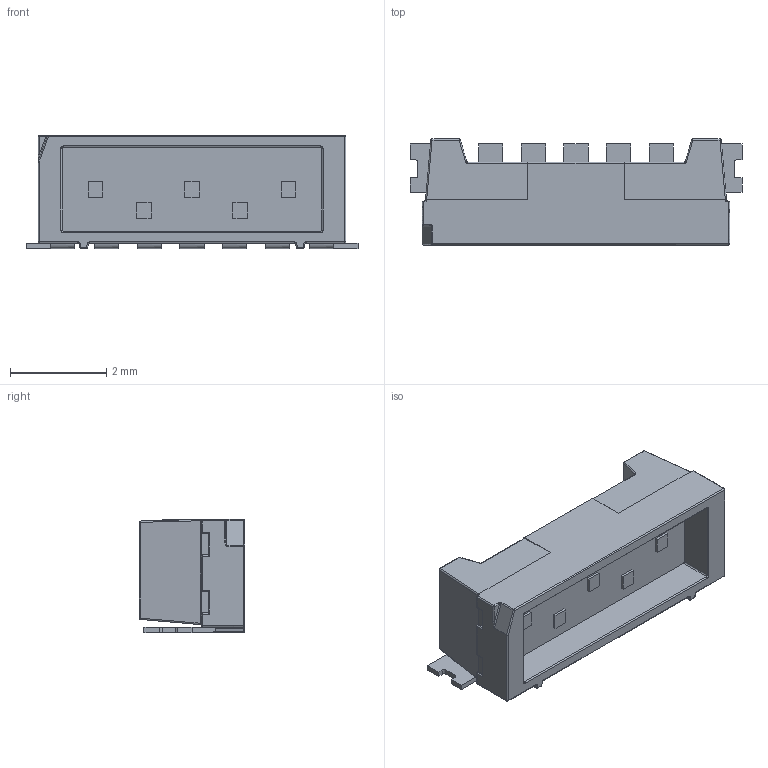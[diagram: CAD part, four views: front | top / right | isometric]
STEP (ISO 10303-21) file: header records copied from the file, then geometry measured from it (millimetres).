
FILE_DESCRIPTION(/* description */ (''),/* implementation_level */ '2;1');
FILE_NAME(/* name */ 'Rohm - LED 2709_6922 2.15MM BODY.step',/* time_stamp */ '2020-07-12T18:52:12+01:00',/* author */ (''),/* organization */ (''),/* preprocessor_version */ 'ST-DEVELOPER v18.1',/* originating_system */ 'Autodesk Translation Framework v9.3.0.1241',/* authorisation */ '');
FILE_SCHEMA (('AUTOMOTIVE_DESIGN { 1 0 10303 214 3 1 1 }'));
Length unit declared in the file: millimetre
Products named in the file (1): Rohm - LED 2709_6922 2.15MM
Bounding box: 6.9 x 2.2 x 2.35 mm (x, y, z)
Volume: 19.2 mm3; surface area: 84.8 mm2
Topology: 1 solids, 1 shells, 283 faces, 698 edges, 423 vertices
Faces by surface type: bspline 129, plane 127, cylinder 27
Entity records: 10506 total; most frequent: CARTESIAN_POINT 4037, ORIENTED_EDGE 1396, DIRECTION 1229, EDGE_CURVE 698, LINE 461, VECTOR 461, VERTEX_POINT 423, AXIS2_PLACEMENT_3D 384
